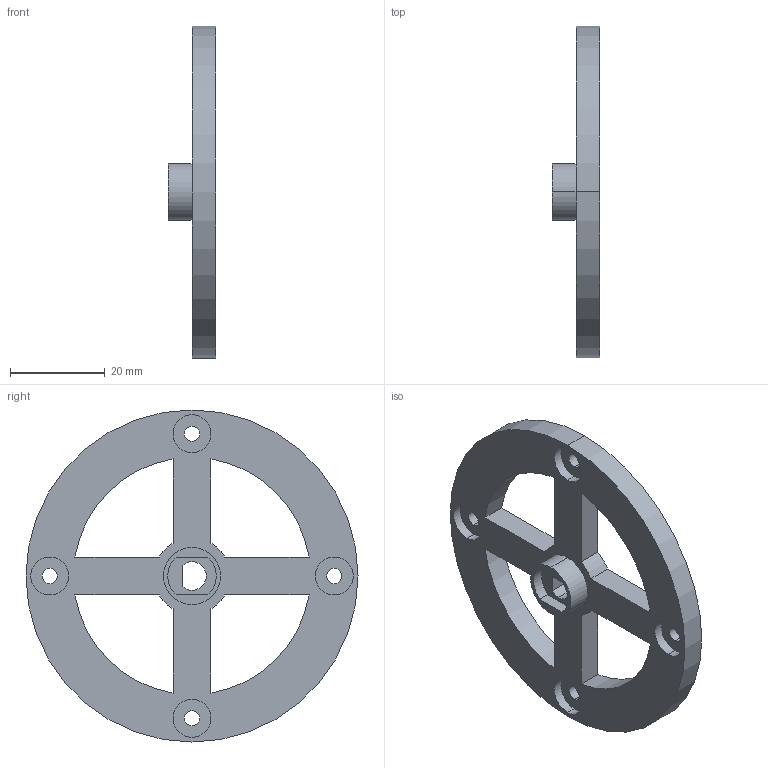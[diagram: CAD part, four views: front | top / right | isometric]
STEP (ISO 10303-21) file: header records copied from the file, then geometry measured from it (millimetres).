
FILE_DESCRIPTION (( 'STEP AP203' ), '1' );
FILE_NAME ('Flywheel Mount Chain Side.STEP', '2025-02-18T19:50:38', ( '' ), ( '' ), 'SwSTEP 2.0', 'SolidWorks 2024', '' );
FILE_SCHEMA (( 'CONFIG_CONTROL_DESIGN' ));
Length unit declared in the file: millimetre
Products named in the file (1): Flywheel Mount Chain Side
Bounding box: 10 x 70 x 70 mm (x, y, z)
Volume: 12893.2 mm3; surface area: 8402.1 mm2
Topology: 1 solids, 1 shells, 52 faces, 132 edges, 88 vertices
Faces by surface type: cylinder 33, plane 19
Entity records: 1715 total; most frequent: DIRECTION 304, CARTESIAN_POINT 273, ORIENTED_EDGE 264, EDGE_CURVE 132, AXIS2_PLACEMENT_3D 119, VERTEX_POINT 88, EDGE_LOOP 76, CIRCLE 66
